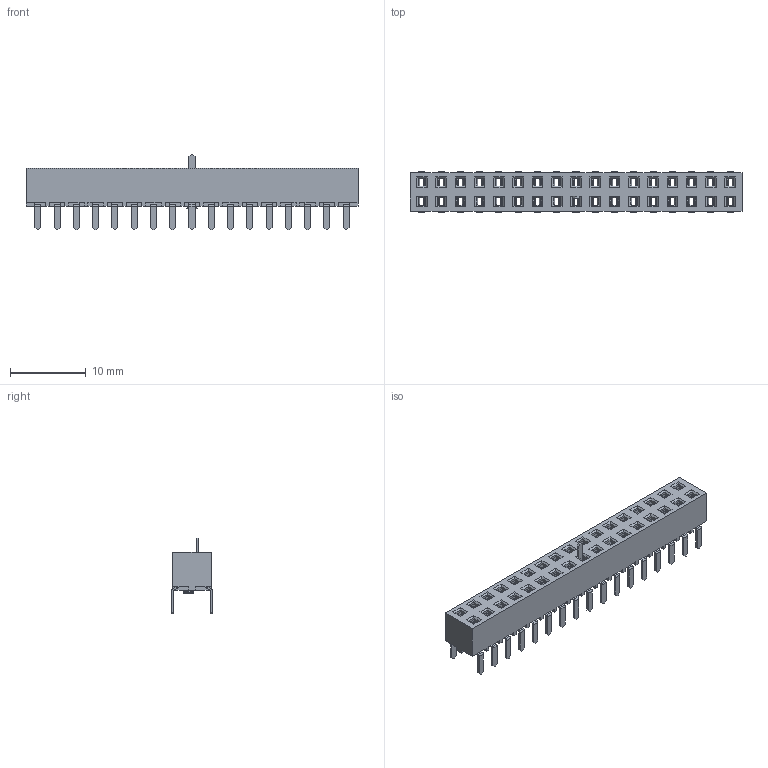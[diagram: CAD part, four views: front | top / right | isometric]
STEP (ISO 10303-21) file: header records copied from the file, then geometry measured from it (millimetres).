
FILE_DESCRIPTION( ( 'Unknown' ), '1' );
FILE_NAME( '61303425721.stp', 'Unknown', ( 'Unknown' ), ( 'Unknown' ), 'PSStep 14.0', 'Unknown', ' ' );
FILE_SCHEMA( ( 'AUTOMOTIVE_DESIGN { 1 0 10303 214 1 1 1 1 }' ) );
Length unit declared in the file: millimetre
Products named in the file (3): Assem1; 6130xx25721_PIN; 61303425721
Bounding box: 43.78 x 5.33 x 10 mm (x, y, z)
Volume: 1273.2 mm3; surface area: 5225.4 mm2
Topology: 37 solids, 37 shells, 3554 faces, 9468 edges, 5988 vertices
Faces by surface type: plane 2434, cylinder 1120
Entity records: 21764 total; most frequent: CARTESIAN_POINT 3092, ORIENTED_EDGE 3000, DIRECTION 2728, EDGE_CURVE 1500, LINE 1432, VECTOR 1432, VERTEX_POINT 948, AXIS2_PLACEMENT_3D 648
